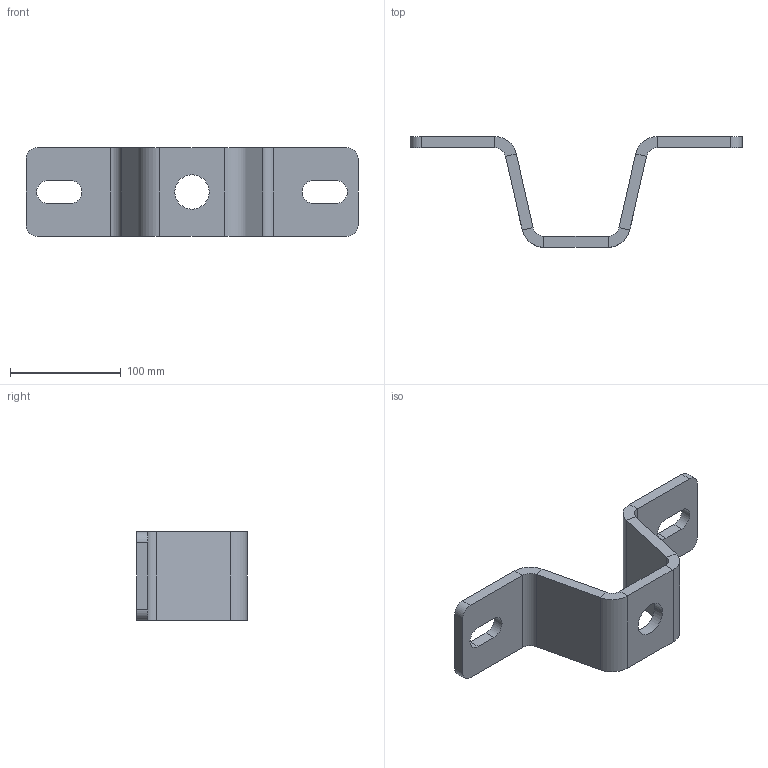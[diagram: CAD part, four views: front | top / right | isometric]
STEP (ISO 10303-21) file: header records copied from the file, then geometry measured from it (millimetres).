
FILE_DESCRIPTION (( 'STEP AP203' ), '1' );
FILE_NAME ('1.27.Z08.STEP', '2018-02-06T10:11:27', ( '' ), ( '' ), 'SwSTEP 2.0', 'SolidWorks 2017', '' );
FILE_SCHEMA (( 'CONFIG_CONTROL_DESIGN' ));
Length unit declared in the file: millimetre
Products named in the file (2): 1.27.Z08
Bounding box: 300 x 100 x 80 mm (x, y, z)
Volume: 319229.5 mm3; surface area: 76941.6 mm2
Topology: 1 solids, 1 shells, 54 faces, 124 edges, 72 vertices
Faces by surface type: plane 34, cylinder 20
Entity records: 1659 total; most frequent: DIRECTION 276, CARTESIAN_POINT 252, ORIENTED_EDGE 248, EDGE_CURVE 124, AXIS2_PLACEMENT_3D 96, LINE 84, VECTOR 84, VERTEX_POINT 72
